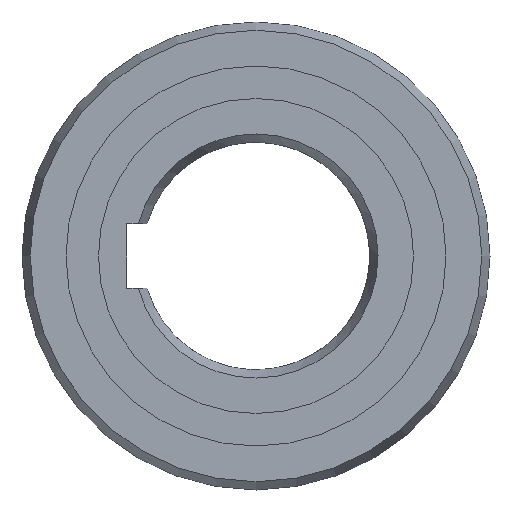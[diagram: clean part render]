
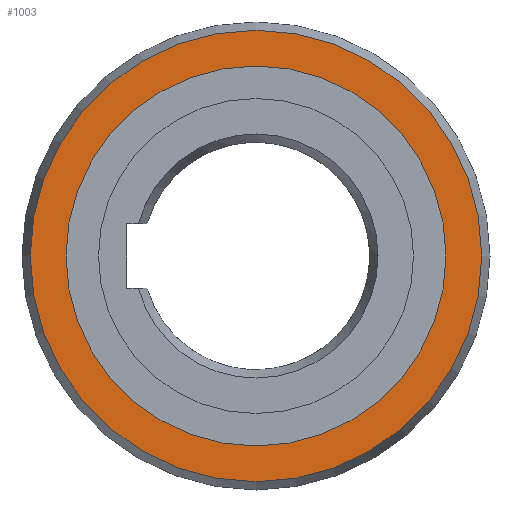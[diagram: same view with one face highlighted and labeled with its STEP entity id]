
A CAD part, left-side view. The second image highlights one B-rep face of the part: STEP entity #1003.
In plain terms, the highlighted planar face has unit normal (-1, 0, 0).
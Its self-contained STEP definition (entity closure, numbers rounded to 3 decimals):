
#746=CARTESIAN_POINT('',(-11.,0.,0.));
#747=DIRECTION('',(1.,0.,0.));
#748=DIRECTION('',(0.,1.,0.));
#749=AXIS2_PLACEMENT_3D('',#746,#747,#748);
#751=CARTESIAN_POINT('',(-11.,0.,0.));
#752=DIRECTION('',(1.,0.,0.));
#753=DIRECTION('',(0.,0.,1.));
#754=AXIS2_PLACEMENT_3D('',#751,#752,#753);
#756=CARTESIAN_POINT('',(-11.,0.,0.));
#757=DIRECTION('',(1.,0.,0.));
#758=DIRECTION('',(0.,-1.,0.));
#759=AXIS2_PLACEMENT_3D('',#756,#757,#758);
#761=CARTESIAN_POINT('',(-11.,0.,0.));
#762=DIRECTION('',(1.,0.,0.));
#763=DIRECTION('',(0.,0.,-1.));
#764=AXIS2_PLACEMENT_3D('',#761,#762,#763);
#766=CARTESIAN_POINT('',(-11.,0.,0.));
#767=DIRECTION('',(-1.,0.,0.));
#768=DIRECTION('',(0.,1.,0.));
#769=AXIS2_PLACEMENT_3D('',#766,#767,#768);
#771=CARTESIAN_POINT('',(-11.,0.,0.));
#772=DIRECTION('',(-1.,0.,0.));
#773=DIRECTION('',(0.,-1.,0.));
#774=AXIS2_PLACEMENT_3D('',#771,#772,#773);
#912=CARTESIAN_POINT('',(-11.,0.,-34.726));
#913=CARTESIAN_POINT('',(-11.,34.726,0.));
#914=VERTEX_POINT('',#912);
#915=VERTEX_POINT('',#913);
#916=CARTESIAN_POINT('',(-11.,-34.726,0.));
#917=VERTEX_POINT('',#916);
#924=CARTESIAN_POINT('',(-11.,0.,34.726));
#925=VERTEX_POINT('',#924);
#926=CARTESIAN_POINT('',(-11.,29.23,0.));
#927=CARTESIAN_POINT('',(-11.,-29.23,0.));
#928=VERTEX_POINT('',#926);
#929=VERTEX_POINT('',#927);
#984=CARTESIAN_POINT('',(-11.,0.,0.));
#985=DIRECTION('',(1.,0.,0.));
#986=DIRECTION('',(0.,-1.,0.));
#987=AXIS2_PLACEMENT_3D('',#984,#985,#986);
#988=PLANE('',#987);
#990=ORIENTED_EDGE('',*,*,#989,.T.);
#992=ORIENTED_EDGE('',*,*,#991,.T.);
#993=ORIENTED_EDGE('',*,*,#971,.T.);
#994=ORIENTED_EDGE('',*,*,#969,.T.);
#995=EDGE_LOOP('',(#990,#992,#993,#994));
#996=FACE_OUTER_BOUND('',#995,.F.);
#998=ORIENTED_EDGE('',*,*,#997,.T.);
#1000=ORIENTED_EDGE('',*,*,#999,.T.);
#1001=EDGE_LOOP('',(#998,#1000));
#1002=FACE_BOUND('',#1001,.F.);
#750=CIRCLE('',#749,34.726);
#755=CIRCLE('',#754,34.726);
#760=CIRCLE('',#759,34.726);
#765=CIRCLE('',#764,34.726);
#770=CIRCLE('',#769,29.23);
#775=CIRCLE('',#774,29.23);
#969=EDGE_CURVE('',#914,#915,#765,.T.);
#971=EDGE_CURVE('',#917,#914,#760,.T.);
#989=EDGE_CURVE('',#915,#925,#750,.T.);
#991=EDGE_CURVE('',#925,#917,#755,.T.);
#997=EDGE_CURVE('',#928,#929,#770,.T.);
#999=EDGE_CURVE('',#929,#928,#775,.T.);
#1003=ADVANCED_FACE('',(#996,#1002),#988,.F.);
